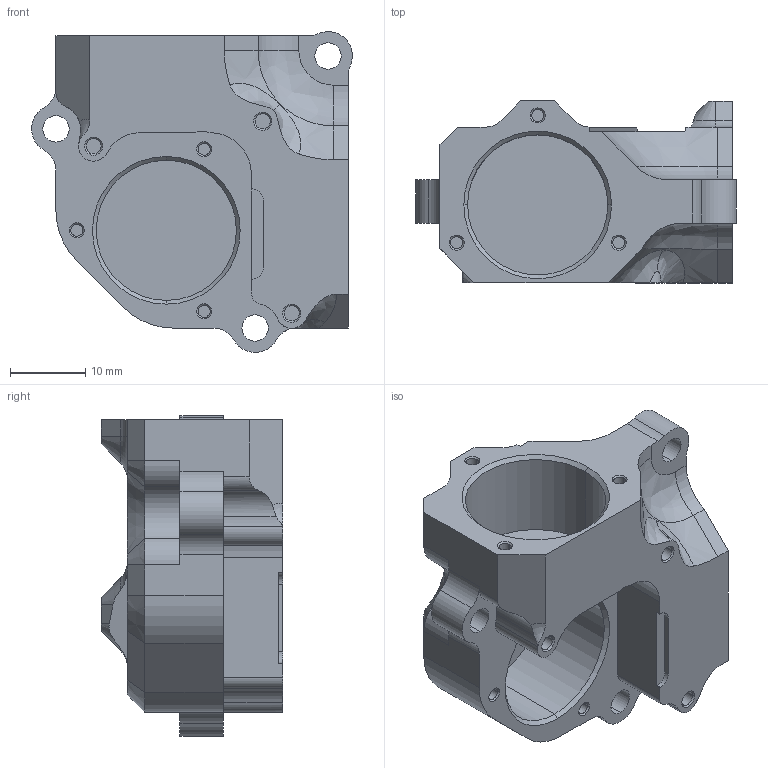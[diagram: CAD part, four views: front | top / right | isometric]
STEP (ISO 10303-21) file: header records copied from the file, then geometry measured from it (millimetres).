
FILE_DESCRIPTION((''),'2;1');
FILE_NAME('10108569_ACC_AL-Q-550_BLOK','2021-06-08T08:12:19',('bodeveci'),('Aselsan A.S.'),'CREO PARAMETRIC BY PTC INC, 2019344','CREO PARAMETRIC BY PTC INC, 2019344','');
FILE_SCHEMA(('AUTOMOTIVE_DESIGN { 1 0 10303 214 1 1 1 1 }'));
Length unit declared in the file: millimetre
Products named in the file (1): 10108569_ACC_AL-Q-550_BLOK
Bounding box: 42.68 x 24.2 x 42.68 mm (x, y, z)
Volume: 12263.9 mm3; surface area: 8234.1 mm2
Topology: 1 solids, 1 shells, 191 faces, 476 edges, 306 vertices
Faces by surface type: cylinder 77, plane 59, cone 44, bspline 6, torus 5
Entity records: 25966 total; most frequent: CARTESIAN_POINT 17509, POLYLINE 1695, DIRECTION 1100, ORIENTED_EDGE 944, PRESENTATION_STYLE_ASSIGNMENT 526, CURVE_STYLE 517, STYLED_ITEM 505, EDGE_CURVE 472
